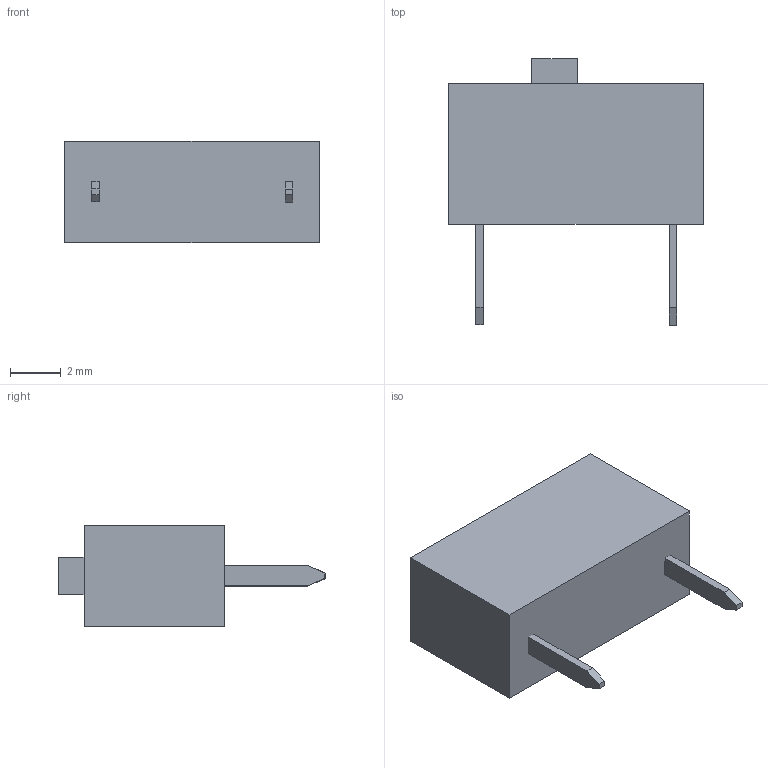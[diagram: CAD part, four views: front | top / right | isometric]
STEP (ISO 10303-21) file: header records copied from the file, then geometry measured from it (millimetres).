
FILE_DESCRIPTION(('FreeCAD Model'),'2;1');
FILE_NAME('DIP_1WAY.step', '2019-03-10T10:47:08',('Author'),(''), 'Open CASCADE STEP processor 7.2','FreeCAD','Unknown');
FILE_SCHEMA(('AUTOMOTIVE_DESIGN { 1 0 10303 214 1 1 1 1 }'));
Length unit declared in the file: millimetre
Products named in the file (1): User_Library-DIP_1
Bounding box: 10 x 10.48 x 4 mm (x, y, z)
Volume: 213.7 mm3; surface area: 278.4 mm2
Topology: 3 solids, 3 shells, 39 faces, 324 edges, 944 vertices
Faces by surface type: plane 39
Entity records: 5437 total; most frequent: CARTESIAN_POINT 2099, DIRECTION 500, LINE 420, VECTOR 420, GEOMETRIC_CURVE_SET 217, ORIENTED_EDGE 216, PCURVE 216, DEFINITIONAL_REPRESENTATION 216
